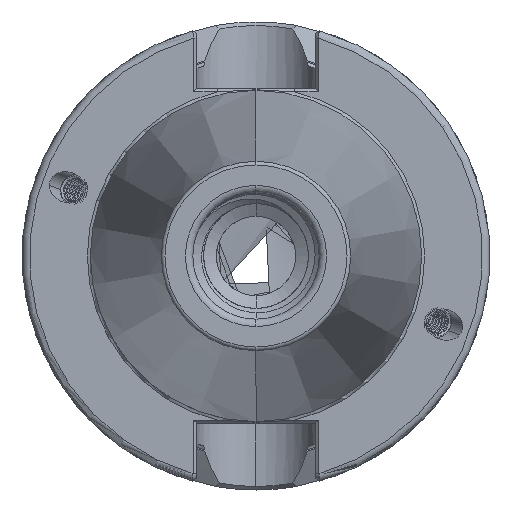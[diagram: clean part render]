
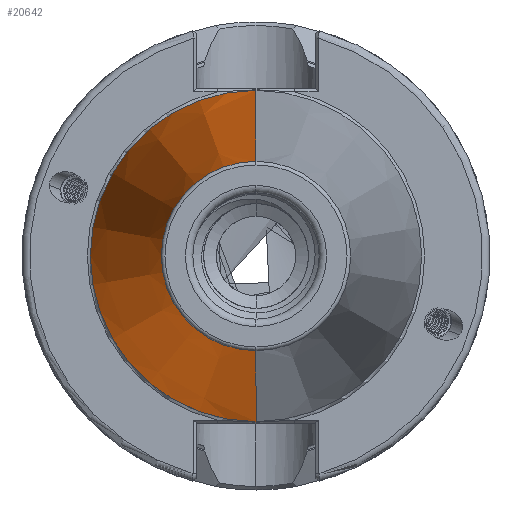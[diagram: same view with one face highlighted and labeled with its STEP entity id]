
A CAD part, left-side view. The second image highlights one B-rep face of the part: STEP entity #20642.
In plain terms, the highlighted conical face has half-angle 8.297 degrees and reference radius 22.298 mm.
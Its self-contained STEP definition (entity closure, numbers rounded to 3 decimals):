
#226 = EDGE_CURVE ( 'NONE', #9949, #10019, #14344, .T. ) ;
#262 = EDGE_CURVE ( 'NONE', #10019, #10025, #14324, .T. ) ;
#382 = EDGE_CURVE ( 'NONE', #9949, #9951, #14352, .T. ) ;
#389 = EDGE_CURVE ( 'NONE', #9951, #10025, #14372, .T. ) ;
#2340 = AXIS2_PLACEMENT_3D ( 'NONE', #24063, #24068, #24071 ) ;
#2389 = AXIS2_PLACEMENT_3D ( 'NONE', #14865, #14836, #14838 ) ;
#3056 = EDGE_LOOP ( 'NONE', ( #9616, #9627, #9588, #9631 ) ) ;
#3194 = FACE_OUTER_BOUND ( 'NONE', #3056, .T. ) ;
#3207 = CONICAL_SURFACE ( 'NONE', #3793, 22.298, 0.145 ) ;
#3793 = AXIS2_PLACEMENT_3D ( 'NONE', #10766, #10745, #10748 ) ;
#9588 = ORIENTED_EDGE ( 'NONE', *, *, #262, .F. ) ;
#9616 = ORIENTED_EDGE ( 'NONE', *, *, #382, .T. ) ;
#9627 = ORIENTED_EDGE ( 'NONE', *, *, #389, .T. ) ;
#9631 = ORIENTED_EDGE ( 'NONE', *, *, #226, .F. ) ;
#9949 = VERTEX_POINT ( 'NONE', #16032 ) ;
#9951 = VERTEX_POINT ( 'NONE', #16078 ) ;
#10019 = VERTEX_POINT ( 'NONE', #16126 ) ;
#10025 = VERTEX_POINT ( 'NONE', #16093 ) ;
#10745 = DIRECTION ( 'NONE',  ( 1., 0., 0. ) ) ;
#10748 = DIRECTION ( 'NONE',  ( 0., 0., -1. ) ) ;
#10766 = CARTESIAN_POINT ( 'NONE',  ( -1.5, 0., 0. ) ) ;
#14324 = CIRCLE ( 'NONE', #2340, 22.298 ) ;
#14330 = VECTOR ( 'NONE', #24021, 1000. ) ;
#14344 = LINE ( 'NONE', #24217, #14330 ) ;
#14352 = CIRCLE ( 'NONE', #2389, 12.75 ) ;
#14372 = LINE ( 'NONE', #14866, #14382 ) ;
#14382 = VECTOR ( 'NONE', #14867, 1000. ) ;
#14836 = DIRECTION ( 'NONE',  ( 1., 0., 0. ) ) ;
#14838 = DIRECTION ( 'NONE',  ( 0., 0., -1. ) ) ;
#14865 = CARTESIAN_POINT ( 'NONE',  ( -66.972, 0., 0. ) ) ;
#14866 = CARTESIAN_POINT ( 'NONE',  ( -1.5, 0., 22.298 ) ) ;
#14867 = DIRECTION ( 'NONE',  ( 0.99, 0., 0.144 ) ) ;
#16032 = CARTESIAN_POINT ( 'NONE',  ( -66.972, 0., -12.75 ) ) ;
#16078 = CARTESIAN_POINT ( 'NONE',  ( -66.972, 0., 12.75 ) ) ;
#16093 = CARTESIAN_POINT ( 'NONE',  ( -1.5, 0., 22.298 ) ) ;
#16126 = CARTESIAN_POINT ( 'NONE',  ( -1.5, 0., -22.298 ) ) ;
#20642 = ADVANCED_FACE ( 'NONE', ( #3194 ), #3207, .T. ) ;
#24021 = DIRECTION ( 'NONE',  ( 0.99, 0., -0.144 ) ) ;
#24063 = CARTESIAN_POINT ( 'NONE',  ( -1.5, 0., 0. ) ) ;
#24068 = DIRECTION ( 'NONE',  ( 1., 0., 0. ) ) ;
#24071 = DIRECTION ( 'NONE',  ( 0., 0., -1. ) ) ;
#24217 = CARTESIAN_POINT ( 'NONE',  ( -1.5, 0., -22.298 ) ) ;
